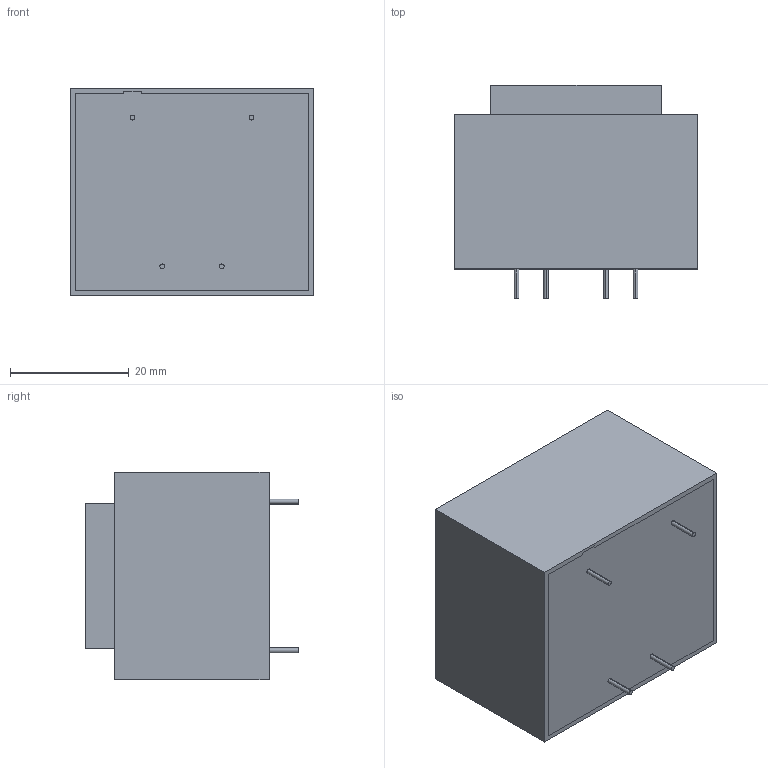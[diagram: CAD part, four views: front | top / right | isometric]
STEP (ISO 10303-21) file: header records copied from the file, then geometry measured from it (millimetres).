
FILE_DESCRIPTION (( 'STEP AP214' ), '1' );
FILE_NAME ('205105.STEP', '2020-05-28T20:06:37', ( '' ), ( '' ), 'SwSTEP 2.0', 'SolidWorks 2018', '' );
FILE_SCHEMA (( 'AUTOMOTIVE_DESIGN' ));
Length unit declared in the file: millimetre
Products named in the file (1): 205105
Bounding box: 40.9 x 35.9 x 34.9 mm (x, y, z)
Volume: 40542.1 mm3; surface area: 7366.1 mm2
Topology: 1 solids, 1 shells, 24 faces, 56 edges, 40 vertices
Faces by surface type: plane 16, cylinder 8
Entity records: 734 total; most frequent: DIRECTION 122, CARTESIAN_POINT 121, ORIENTED_EDGE 112, EDGE_CURVE 56, AXIS2_PLACEMENT_3D 41, VECTOR 40, VERTEX_POINT 40, LINE 40
